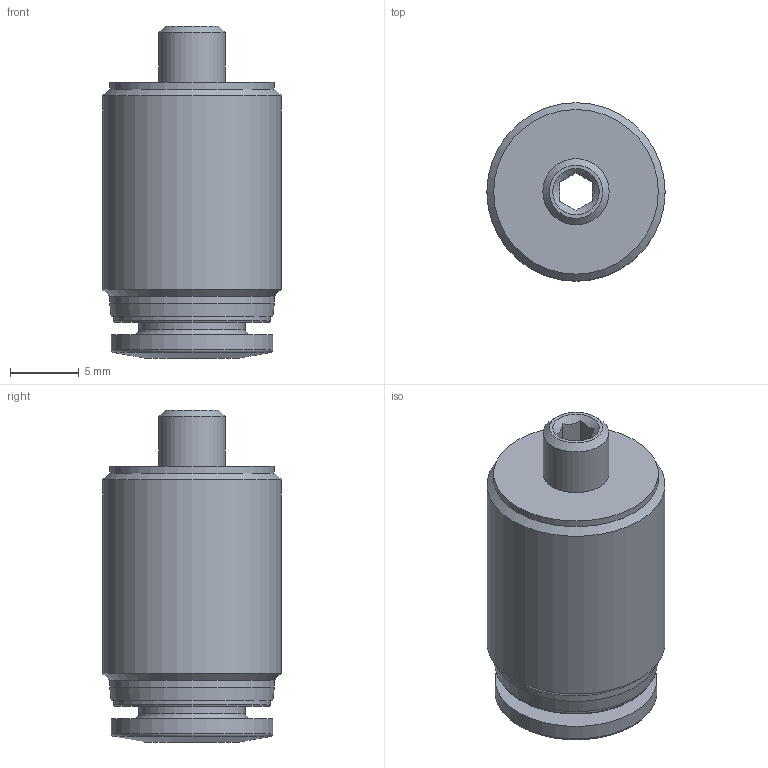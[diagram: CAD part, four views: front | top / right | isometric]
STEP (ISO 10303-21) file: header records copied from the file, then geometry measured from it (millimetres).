
FILE_DESCRIPTION(/* description */ ('STEP AP214'),/* implementation_level */ '2;1');
FILE_NAME(/* name */ '572316_QB-10-32-UNF-1_4-I-U',/* time_stamp */ '2024-09-14T01:29:22+02:00',/* author */ ('License CC BY-ND 4.0'),/* organization */ ('CADENAS'),/* preprocessor_version */ 'ST-DEVELOPER v19.3',/* originating_system */ 'PARTsolutions',/* authorisation */ ' ');
FILE_SCHEMA (('AUTOMOTIVE_DESIGN {1 0 10303 214 3 1 1}'));
Length unit declared in the file: millimetre
Products named in the file (1): 572316 QB-10-32-UNF-1/4-I-U
Bounding box: 13 x 13 x 24.2 mm (x, y, z)
Volume: 1972.8 mm3; surface area: 1570.2 mm2
Topology: 1 solids, 1 shells, 31 faces, 62 edges, 37 vertices
Faces by surface type: plane 12, cylinder 8, cone 6, torus 5
Full cylindrical faces by diameter (mm): 4.826 x1, 6.35 x1, 7.75 x1, 11.4 x1, 11.8 x1, 12 x2, 13 x1
Entity records: 949 total; most frequent: CARTESIAN_POINT 134, DIRECTION 124, ORIENTED_EDGE 84, EDGE_LOOP 56, FACE_BOUND 56, AXIS2_PLACEMENT_3D 56, EDGE_CURVE 42, VERTEX_POINT 36
